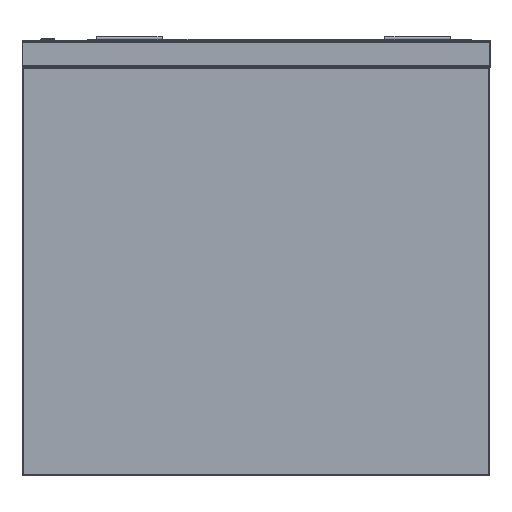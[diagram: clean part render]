
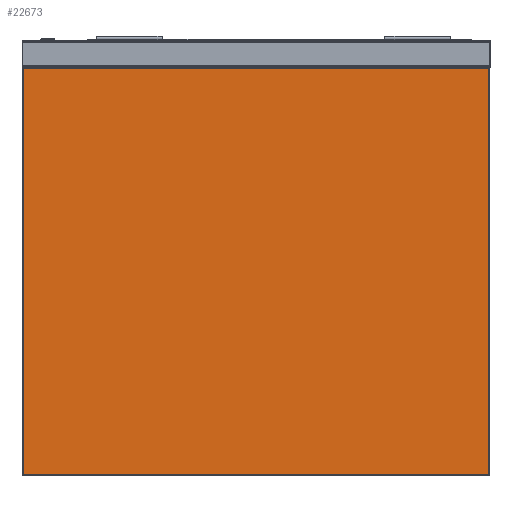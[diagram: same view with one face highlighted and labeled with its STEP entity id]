
A CAD part, left-side view. The second image highlights one B-rep face of the part: STEP entity #22673.
In plain terms, the highlighted planar face has unit normal (-1, 0, 0).
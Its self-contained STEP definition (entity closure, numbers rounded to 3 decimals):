
#578 = CARTESIAN_POINT ( 'NONE',  ( -440., -353., -42. ) ) ;
#2186 = DIRECTION ( 'NONE',  ( 0., 0., -1. ) ) ;
#2538 = LINE ( 'NONE', #19689, #28379 ) ;
#2602 = DIRECTION ( 'NONE',  ( 0., 0., 1. ) ) ;
#4143 = LINE ( 'NONE', #26311, #27840 ) ;
#5899 = VECTOR ( 'NONE', #2602, 1000. ) ;
#6108 = VERTEX_POINT ( 'NONE', #18641 ) ;
#6588 = EDGE_CURVE ( 'NONE', #10503, #17076, #2538, .T. ) ;
#6846 = AXIS2_PLACEMENT_3D ( 'NONE', #33022, #8458, #27482 ) ;
#8073 = DIRECTION ( 'NONE',  ( 0., 1., 0. ) ) ;
#8458 = DIRECTION ( 'NONE',  ( -1., 0., 0. ) ) ;
#9247 = VECTOR ( 'NONE', #2186, 1000. ) ;
#10503 = VERTEX_POINT ( 'NONE', #578 ) ;
#11421 = VERTEX_POINT ( 'NONE', #34795 ) ;
#12246 = ORIENTED_EDGE ( 'NONE', *, *, #34742, .T. ) ;
#13240 = FACE_OUTER_BOUND ( 'NONE', #14019, .T. ) ;
#13430 = CARTESIAN_POINT ( 'NONE',  ( -440., 353., -660. ) ) ;
#14019 = EDGE_LOOP ( 'NONE', ( #12246, #19757, #28871, #29203 ) ) ;
#17076 = VERTEX_POINT ( 'NONE', #20657 ) ;
#18007 = EDGE_CURVE ( 'NONE', #6108, #11421, #4143, .T. ) ;
#18641 = CARTESIAN_POINT ( 'NONE',  ( -440., 353., -658. ) ) ;
#19689 = CARTESIAN_POINT ( 'NONE',  ( -440., 355., -42. ) ) ;
#19757 = ORIENTED_EDGE ( 'NONE', *, *, #6588, .T. ) ;
#20657 = CARTESIAN_POINT ( 'NONE',  ( -440., 353., -42. ) ) ;
#22555 = EDGE_CURVE ( 'NONE', #17076, #6108, #35945, .T. ) ;
#22673 = ADVANCED_FACE ( 'Fl�che7', ( #13240 ), #33752, .T. ) ;
#24722 = LINE ( 'NONE', #33069, #5899 ) ;
#26311 = CARTESIAN_POINT ( 'NONE',  ( -440., -355., -658. ) ) ;
#27482 = DIRECTION ( 'NONE',  ( 0., -1., 0. ) ) ;
#27840 = VECTOR ( 'NONE', #29629, 1000. ) ;
#28379 = VECTOR ( 'NONE', #8073, 1000. ) ;
#28871 = ORIENTED_EDGE ( 'NONE', *, *, #22555, .T. ) ;
#29203 = ORIENTED_EDGE ( 'NONE', *, *, #18007, .T. ) ;
#29629 = DIRECTION ( 'NONE',  ( 0., -1., 0. ) ) ;
#33022 = CARTESIAN_POINT ( 'NONE',  ( -440., -355., -660. ) ) ;
#33069 = CARTESIAN_POINT ( 'NONE',  ( -440., -353., -660. ) ) ;
#33752 = PLANE ( 'NONE',  #6846 ) ;
#34742 = EDGE_CURVE ( 'NONE', #11421, #10503, #24722, .T. ) ;
#34795 = CARTESIAN_POINT ( 'NONE',  ( -440., -353., -658. ) ) ;
#35945 = LINE ( 'NONE', #13430, #9247 ) ;
